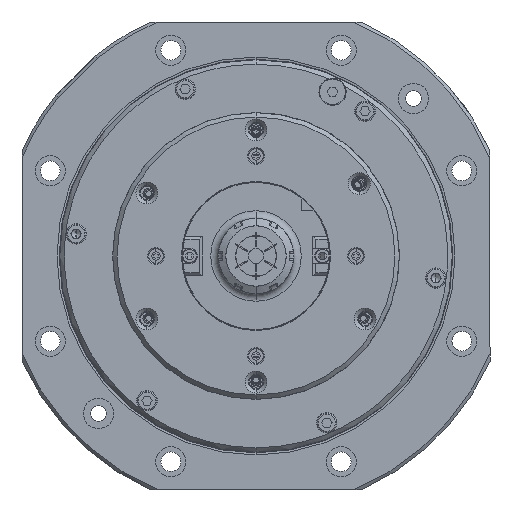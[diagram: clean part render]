
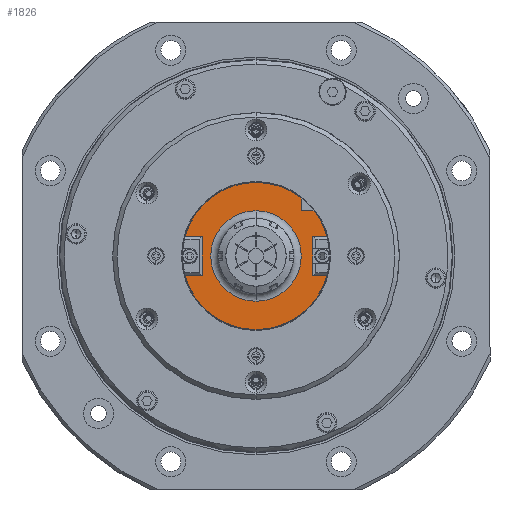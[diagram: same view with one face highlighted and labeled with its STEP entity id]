
A CAD part, left-side view. The second image highlights one B-rep face of the part: STEP entity #1826.
In plain terms, the highlighted planar face has unit normal (-1, 0, 0).
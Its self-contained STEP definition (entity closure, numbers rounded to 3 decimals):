
#1826 = ADVANCED_FACE ( 'NONE', ( #45821, #45915 ), #11051, .F. ) ;
#5143 = CARTESIAN_POINT ( 'NONE',  ( -17.6, 0., -48.75 ) ) ;
#6241 = CARTESIAN_POINT ( 'NONE',  ( -17.6, 47.026, -12.85 ) ) ;
#6432 = CARTESIAN_POINT ( 'NONE',  ( -17.6, -38.426, 30. ) ) ;
#9564 = VERTEX_POINT ( 'NONE', #34669 ) ;
#9626 = VERTEX_POINT ( 'NONE', #34850 ) ;
#9702 = VERTEX_POINT ( 'NONE', #34714 ) ;
#9818 = VERTEX_POINT ( 'NONE', #34946 ) ;
#9925 = VERTEX_POINT ( 'NONE', #6241 ) ;
#9953 = VERTEX_POINT ( 'NONE', #6432 ) ;
#10246 = VERTEX_POINT ( 'NONE', #5143 ) ;
#10845 = CIRCLE ( 'NONE', #39203, 48.75 ) ;
#11035 = CARTESIAN_POINT ( 'NONE',  ( -17.6, 0., 48.75 ) ) ;
#11042 = DIRECTION ( 'NONE',  ( 1., 0., 0. ) ) ;
#11051 = PLANE ( 'NONE',  #43216 ) ;
#11054 = DIRECTION ( 'NONE',  ( 0., 0., 1. ) ) ;
#17891 = VERTEX_POINT ( 'NONE', #56746 ) ;
#17988 = VERTEX_POINT ( 'NONE', #56861 ) ;
#17989 = VERTEX_POINT ( 'NONE', #56860 ) ;
#18142 = VERTEX_POINT ( 'NONE', #56582 ) ;
#18454 = VERTEX_POINT ( 'NONE', #57318 ) ;
#18470 = VERTEX_POINT ( 'NONE', #57103 ) ;
#18663 = VERTEX_POINT ( 'NONE', #56515 ) ;
#22505 = CARTESIAN_POINT ( 'NONE',  ( -17.6, 0., 12.85 ) ) ;
#22506 = DIRECTION ( 'NONE',  ( -1., 0., 0. ) ) ;
#22530 = CARTESIAN_POINT ( 'NONE',  ( -17.6, 0., 0. ) ) ;
#22585 = DIRECTION ( 'NONE',  ( 0., 0., 1. ) ) ;
#22639 = DIRECTION ( 'NONE',  ( 0., -1., 0. ) ) ;
#22643 = DIRECTION ( 'NONE',  ( 0., -1., 0. ) ) ;
#22645 = CARTESIAN_POINT ( 'NONE',  ( -17.6, -37.7, 0. ) ) ;
#22649 = DIRECTION ( 'NONE',  ( 0., 0., -1. ) ) ;
#22669 = DIRECTION ( 'NONE',  ( 0., 1., 0. ) ) ;
#22687 = CARTESIAN_POINT ( 'NONE',  ( -17.6, 48.75, -12.85 ) ) ;
#22707 = CARTESIAN_POINT ( 'NONE',  ( -17.6, 0., 0. ) ) ;
#22762 = DIRECTION ( 'NONE',  ( 0., 1., 0. ) ) ;
#22775 = DIRECTION ( 'NONE',  ( 0., 0., 1. ) ) ;
#22776 = CARTESIAN_POINT ( 'NONE',  ( -17.6, -48.751, -12.85 ) ) ;
#22791 = CARTESIAN_POINT ( 'NONE',  ( -17.6, -30., 48.75 ) ) ;
#22805 = CARTESIAN_POINT ( 'NONE',  ( -17.6, 35.5, 48.75 ) ) ;
#22832 = DIRECTION ( 'NONE',  ( 0., 0., 1. ) ) ;
#22883 = CARTESIAN_POINT ( 'NONE',  ( -17.6, -48.751, 12.85 ) ) ;
#22885 = DIRECTION ( 'NONE',  ( 0., 0., -1. ) ) ;
#22942 = DIRECTION ( 'NONE',  ( 1., 0., 0. ) ) ;
#25702 = CARTESIAN_POINT ( 'NONE',  ( -17.6, 0., 0. ) ) ;
#25703 = DIRECTION ( 'NONE',  ( 1., 0., 0. ) ) ;
#25704 = DIRECTION ( 'NONE',  ( 0., 0., 1. ) ) ;
#27535 = ORIENTED_EDGE ( 'NONE', *, *, #52686, .T. ) ;
#27551 = ORIENTED_EDGE ( 'NONE', *, *, #52712, .T. ) ;
#27574 = ORIENTED_EDGE ( 'NONE', *, *, #52728, .T. ) ;
#27679 = ORIENTED_EDGE ( 'NONE', *, *, #53020, .T. ) ;
#27968 = ORIENTED_EDGE ( 'NONE', *, *, #52734, .T. ) ;
#27997 = ORIENTED_EDGE ( 'NONE', *, *, #52710, .T. ) ;
#28021 = ORIENTED_EDGE ( 'NONE', *, *, #51190, .T. ) ;
#28025 = ORIENTED_EDGE ( 'NONE', *, *, #52685, .T. ) ;
#28196 = ORIENTED_EDGE ( 'NONE', *, *, #53613, .F. ) ;
#28381 = EDGE_LOOP ( 'NONE', ( #28196, #28464, #28507, #27551, #27997, #28025, #28021, #28448, #28506, #27574, #27535, #28424 ) ) ;
#28424 = ORIENTED_EDGE ( 'NONE', *, *, #53625, .T. ) ;
#28448 = ORIENTED_EDGE ( 'NONE', *, *, #53517, .T. ) ;
#28464 = ORIENTED_EDGE ( 'NONE', *, *, #52713, .T. ) ;
#28506 = ORIENTED_EDGE ( 'NONE', *, *, #52687, .T. ) ;
#28507 = ORIENTED_EDGE ( 'NONE', *, *, #52682, .T. ) ;
#34669 = CARTESIAN_POINT ( 'NONE',  ( -17.6, 35.5, 12.85 ) ) ;
#34714 = CARTESIAN_POINT ( 'NONE',  ( -17.6, 35.5, -12.85 ) ) ;
#34850 = CARTESIAN_POINT ( 'NONE',  ( -17.6, -37.7, 12.85 ) ) ;
#34946 = CARTESIAN_POINT ( 'NONE',  ( -17.6, -30., 30. ) ) ;
#37312 = EDGE_LOOP ( 'NONE', ( #27968, #27679 ) ) ;
#39203 = AXIS2_PLACEMENT_3D ( 'NONE', #44568, #45136, #45149 ) ;
#39253 = AXIS2_PLACEMENT_3D ( 'NONE', #25702, #25703, #25704 ) ;
#39707 = AXIS2_PLACEMENT_3D ( 'NONE', #22530, #22506, #22649 ) ;
#39735 = AXIS2_PLACEMENT_3D ( 'NONE', #22707, #22942, #22775 ) ;
#42372 = CARTESIAN_POINT ( 'NONE',  ( -17.6, -44.599, 30. ) ) ;
#42374 = DIRECTION ( 'NONE',  ( 0., -1., 0. ) ) ;
#42441 = CARTESIAN_POINT ( 'NONE',  ( -17.6, 0., 0. ) ) ;
#42442 = DIRECTION ( 'NONE',  ( -1., 0., 0. ) ) ;
#42443 = DIRECTION ( 'NONE',  ( 0., 0., -1. ) ) ;
#43216 = AXIS2_PLACEMENT_3D ( 'NONE', #11035, #11042, #11054 ) ;
#44568 = CARTESIAN_POINT ( 'NONE',  ( -17.6, 0., 0. ) ) ;
#45136 = DIRECTION ( 'NONE',  ( -1., 0., 0. ) ) ;
#45149 = DIRECTION ( 'NONE',  ( 0., 0., -1. ) ) ;
#45821 = FACE_BOUND ( 'NONE', #37312, .T. ) ;
#45915 = FACE_OUTER_BOUND ( 'NONE', #28381, .T. ) ;
#48459 = CARTESIAN_POINT ( 'NONE',  ( -17.6, 0., 0. ) ) ;
#48492 = DIRECTION ( 'NONE',  ( -1., 0., 0. ) ) ;
#48697 = DIRECTION ( 'NONE',  ( 0., 0., -1. ) ) ;
#50551 = AXIS2_PLACEMENT_3D ( 'NONE', #42441, #42442, #42443 ) ;
#50570 = AXIS2_PLACEMENT_3D ( 'NONE', #48459, #48492, #48697 ) ;
#51190 = EDGE_CURVE ( 'NONE', #9925, #10246, #10845, .T. ) ;
#52682 = EDGE_CURVE ( 'NONE', #17989, #18454, #61946, .T. ) ;
#52685 = EDGE_CURVE ( 'NONE', #9702, #9925, #61948, .T. ) ;
#52686 = EDGE_CURVE ( 'NONE', #9626, #18663, #62164, .T. ) ;
#52687 = EDGE_CURVE ( 'NONE', #18142, #17891, #61863, .T. ) ;
#52710 = EDGE_CURVE ( 'NONE', #9564, #9702, #61888, .T. ) ;
#52712 = EDGE_CURVE ( 'NONE', #18454, #9564, #61942, .T. ) ;
#52713 = EDGE_CURVE ( 'NONE', #9818, #17989, #61955, .T. ) ;
#52728 = EDGE_CURVE ( 'NONE', #17891, #9626, #61843, .T. ) ;
#52734 = EDGE_CURVE ( 'NONE', #18470, #17988, #61851, .T. ) ;
#53020 = EDGE_CURVE ( 'NONE', #17988, #18470, #62468, .T. ) ;
#53517 = EDGE_CURVE ( 'NONE', #10246, #18142, #62027, .T. ) ;
#53613 = EDGE_CURVE ( 'NONE', #9818, #9953, #55665, .T. ) ;
#53625 = EDGE_CURVE ( 'NONE', #18663, #9953, #55597, .T. ) ;
#55597 = CIRCLE ( 'NONE', #50551, 48.75 ) ;
#55665 = LINE ( 'NONE', #42372, #55909 ) ;
#55909 = VECTOR ( 'NONE', #42374, 1000. ) ;
#56515 = CARTESIAN_POINT ( 'NONE',  ( -17.6, -47.026, 12.85 ) ) ;
#56582 = CARTESIAN_POINT ( 'NONE',  ( -17.6, -47.026, -12.85 ) ) ;
#56746 = CARTESIAN_POINT ( 'NONE',  ( -17.6, -37.7, -12.85 ) ) ;
#56860 = CARTESIAN_POINT ( 'NONE',  ( -17.6, -30., 38.426 ) ) ;
#56861 = CARTESIAN_POINT ( 'NONE',  ( -17.6, 0., -30. ) ) ;
#57103 = CARTESIAN_POINT ( 'NONE',  ( -17.6, 0., 30. ) ) ;
#57318 = CARTESIAN_POINT ( 'NONE',  ( -17.6, 47.026, 12.85 ) ) ;
#61843 = LINE ( 'NONE', #22645, #61858 ) ;
#61851 = CIRCLE ( 'NONE', #39735, 30. ) ;
#61858 = VECTOR ( 'NONE', #22585, 1000. ) ;
#61863 = LINE ( 'NONE', #22776, #62174 ) ;
#61888 = LINE ( 'NONE', #22805, #61941 ) ;
#61917 = VECTOR ( 'NONE', #22832, 1000. ) ;
#61939 = VECTOR ( 'NONE', #22643, 1000. ) ;
#61941 = VECTOR ( 'NONE', #22885, 1000. ) ;
#61942 = LINE ( 'NONE', #22505, #61939 ) ;
#61946 = CIRCLE ( 'NONE', #39707, 48.75 ) ;
#61948 = LINE ( 'NONE', #22687, #62162 ) ;
#61955 = LINE ( 'NONE', #22791, #61917 ) ;
#62027 = CIRCLE ( 'NONE', #50570, 48.75 ) ;
#62139 = VECTOR ( 'NONE', #22639, 1000. ) ;
#62162 = VECTOR ( 'NONE', #22669, 1000. ) ;
#62164 = LINE ( 'NONE', #22883, #62139 ) ;
#62174 = VECTOR ( 'NONE', #22762, 1000. ) ;
#62468 = CIRCLE ( 'NONE', #39253, 30. ) ;
